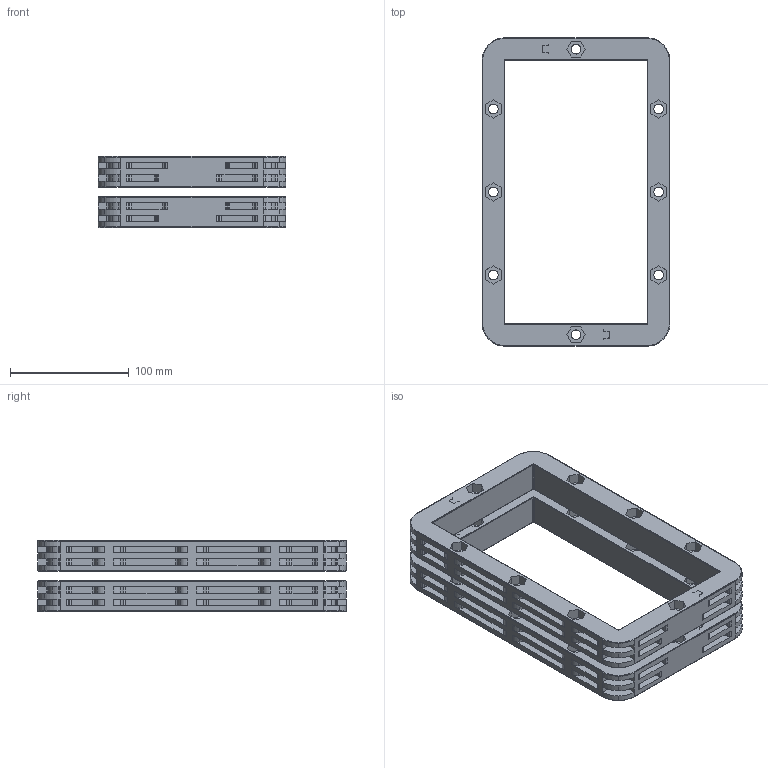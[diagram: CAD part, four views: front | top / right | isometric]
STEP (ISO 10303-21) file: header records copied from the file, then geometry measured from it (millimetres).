
FILE_DESCRIPTION((''),'2;1');
FILE_NAME('KFO 6x1.stp','2003-12-30T08:51:59',('petor'),(''),'Autodesk Inventor 7','Autodesk Inventor 7','');
FILE_SCHEMA(('AUTOMOTIVE_DESIGN { 1 0 10303 214 1 1 1 1 }'));
Length unit declared in the file: millimetre
Products named in the file (2): KFO 6x1; C KFO
Assembly tree (2 placements, depth 2):
  KFO 6x1
    C KFO  x2
Bounding box: 158.5 x 260 x 60 mm (x, y, z)
Volume: 569013.2 mm3; surface area: 203460.4 mm2
Topology: 2 solids, 2 shells, 1360 faces, 3664 edges, 2392 vertices
Faces by surface type: cylinder 792, plane 520, torus 24, cone 16, bspline 8
Entity records: 22245 total; most frequent: CARTESIAN_POINT 4368, DIRECTION 3972, ORIENTED_EDGE 3664, EDGE_CURVE 1832, AXIS2_PLACEMENT_3D 1476, VERTEX_POINT 1196, VECTOR 1020, LINE 1020
